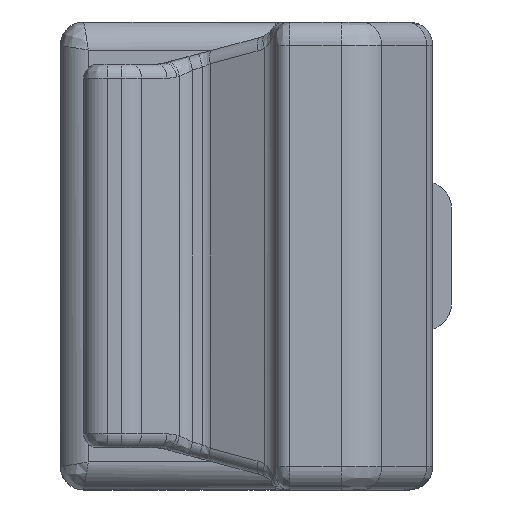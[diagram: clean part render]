
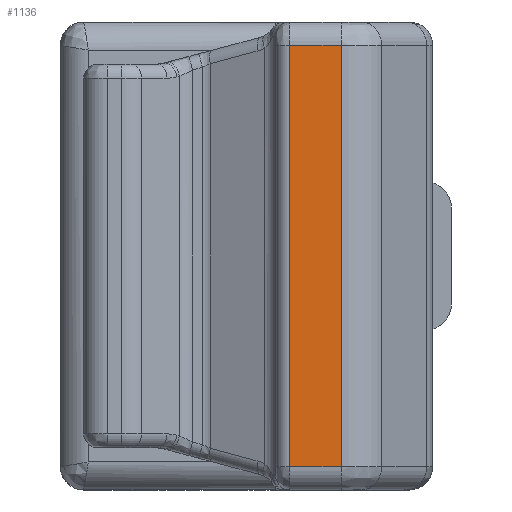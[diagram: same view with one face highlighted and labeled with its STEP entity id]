
A CAD part, front view. The second image highlights one B-rep face of the part: STEP entity #1136.
In plain terms, the highlighted planar face has unit normal (0, -1, 0).
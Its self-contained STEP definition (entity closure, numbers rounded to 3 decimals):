
#1136=ADVANCED_FACE('',(#1625),#1400,.F.);
#1400=PLANE('',#6958);
#1625=FACE_OUTER_BOUND('',#2029,.T.);
#2029=EDGE_LOOP('',(#3124,#3125,#3126,#3127));
#3124=ORIENTED_EDGE('',*,*,#5245,.T.);
#3125=ORIENTED_EDGE('',*,*,#5246,.T.);
#3126=ORIENTED_EDGE('',*,*,#5222,.T.);
#3127=ORIENTED_EDGE('',*,*,#5244,.F.);
#4498=VERTEX_POINT('',#10945);
#4499=VERTEX_POINT('',#10964);
#4510=VERTEX_POINT('',#11029);
#4511=VERTEX_POINT('',#11050);
#5222=EDGE_CURVE('',#4498,#4499,#5915,.T.);
#5244=EDGE_CURVE('',#4510,#4499,#5921,.T.);
#5245=EDGE_CURVE('',#4510,#4511,#5922,.T.);
#5246=EDGE_CURVE('',#4511,#4498,#5923,.T.);
#5915=LINE('',#10963,#6333);
#5921=LINE('',#11047,#6339);
#5922=LINE('',#11049,#6340);
#5923=LINE('',#11051,#6341);
#6333=VECTOR('',#8262,1.);
#6339=VECTOR('',#8310,1.);
#6340=VECTOR('',#8313,1.);
#6341=VECTOR('',#8314,1.);
#6958=AXIS2_PLACEMENT_3D('',#11052,#8315,#8316);
#8262=DIRECTION('',(-1.,0.,0.));
#8310=DIRECTION('',(0.,0.,1.));
#8313=DIRECTION('',(1.,0.,0.));
#8314=DIRECTION('',(0.,0.,1.));
#8315=DIRECTION('',(0.,1.,0.));
#8316=DIRECTION('',(-1.,0.,0.));
#10945=CARTESIAN_POINT('',(1.4,-7.65,2.25));
#10963=CARTESIAN_POINT('',(1.4,-7.65,2.25));
#10964=CARTESIAN_POINT('',(0.85,-7.65,2.25));
#11029=CARTESIAN_POINT('',(0.85,-7.65,-2.25));
#11047=CARTESIAN_POINT('',(0.85,-7.65,-2.25));
#11049=CARTESIAN_POINT('',(0.85,-7.65,-2.25));
#11050=CARTESIAN_POINT('',(1.4,-7.65,-2.25));
#11051=CARTESIAN_POINT('',(1.4,-7.65,-2.25));
#11052=CARTESIAN_POINT('',(2.58,-7.65,-3.124));
